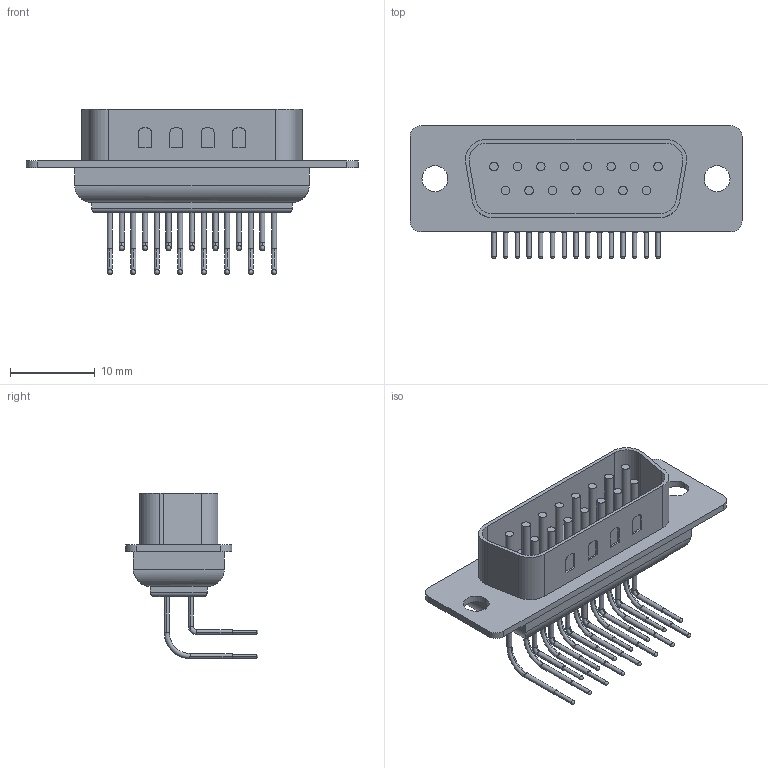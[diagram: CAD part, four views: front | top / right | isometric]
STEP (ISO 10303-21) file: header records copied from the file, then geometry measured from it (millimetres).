
FILE_DESCRIPTION(('STEP AP214'),'1');
FILE_NAME('connector_a-df_15aa_z.stp','2015-03-23T11:58:14',('TraceParts'),('TraceParts S.A.'),'XStep 1.0',' ',' ');
FILE_SCHEMA(('automotive_design'));
Length unit declared in the file: millimetre
Products named in the file (1): 1
Bounding box: 39.2 x 15.67 x 19.54 mm (x, y, z)
Volume: 2015.2 mm3; surface area: 2814.3 mm2
Topology: 1 solids, 1 shells, 365 faces, 943 edges, 606 vertices
Faces by surface type: cylinder 194, plane 126, torus 30, sphere 15
Entity records: 22105 total; most frequent: CARTESIAN_POINT 2581, DIRECTION 2020, STYLED_ITEM 1876, PRESENTATION_STYLE_ASSIGNMENT 1876, COLOUR_RGB 1876, ORIENTED_EDGE 1826, EDGE_CURVE 913, CURVE_STYLE 909
